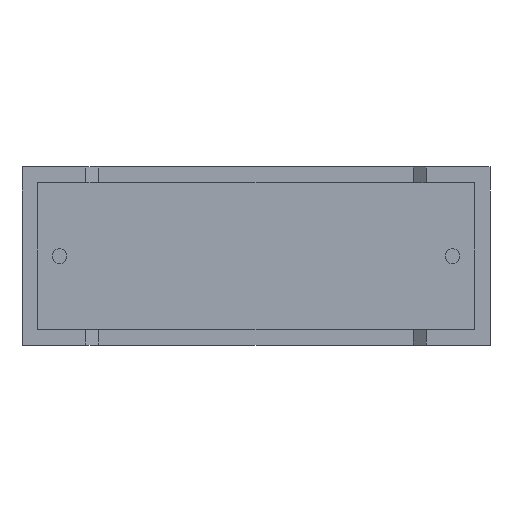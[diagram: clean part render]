
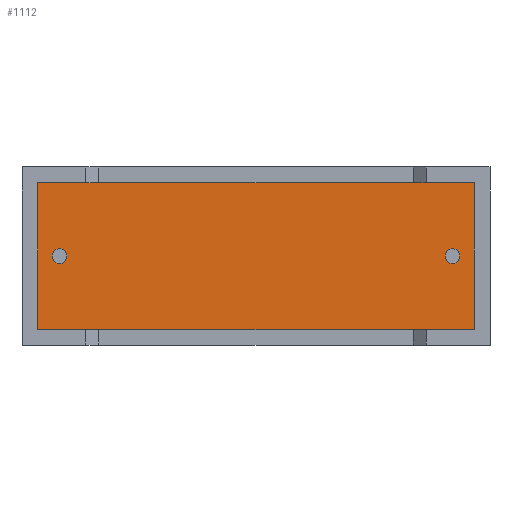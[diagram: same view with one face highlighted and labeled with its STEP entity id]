
A CAD part, front view. The second image highlights one B-rep face of the part: STEP entity #1112.
In plain terms, the highlighted planar face has unit normal (0, -1, 0).
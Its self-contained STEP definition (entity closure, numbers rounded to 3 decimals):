
#26 = CIRCLE ( 'NONE', #472, 0.425 ) ;
#32 = CIRCLE ( 'NONE', #2320, 0.425 ) ;
#54 = EDGE_CURVE ( 'NONE', #1698, #1248, #1757, .T. ) ;
#184 = DIRECTION ( 'NONE',  ( 0., -1., 0. ) ) ;
#274 = VECTOR ( 'NONE', #2019, 1000. ) ;
#302 = LINE ( 'NONE', #764, #1461 ) ;
#400 = LINE ( 'NONE', #1104, #677 ) ;
#418 = EDGE_LOOP ( 'NONE', ( #1145, #3056 ) ) ;
#472 = AXIS2_PLACEMENT_3D ( 'NONE', #1613, #1594, #864 ) ;
#497 = DIRECTION ( 'NONE',  ( 0., 0., -1. ) ) ;
#519 = EDGE_LOOP ( 'NONE', ( #2237, #2551, #2722, #2000 ) ) ;
#675 = AXIS2_PLACEMENT_3D ( 'NONE', #1805, #184, #891 ) ;
#677 = VECTOR ( 'NONE', #913, 1000. ) ;
#735 = CARTESIAN_POINT ( 'NONE',  ( 2.15, 0.75, 5.1 ) ) ;
#764 = CARTESIAN_POINT ( 'NONE',  ( 25.907, 0.75, 9.307 ) ) ;
#775 = CARTESIAN_POINT ( 'NONE',  ( 2.15, 0.75, 5.525 ) ) ;
#807 = AXIS2_PLACEMENT_3D ( 'NONE', #2803, #2605, #497 ) ;
#864 = DIRECTION ( 'NONE',  ( 0., 0., -1. ) ) ;
#891 = DIRECTION ( 'NONE',  ( 0., 0., -1. ) ) ;
#895 = VERTEX_POINT ( 'NONE', #2406 ) ;
#901 = CARTESIAN_POINT ( 'NONE',  ( 24.65, 0.75, 5.1 ) ) ;
#913 = DIRECTION ( 'NONE',  ( 0., 0., 1. ) ) ;
#918 = CARTESIAN_POINT ( 'NONE',  ( 2.15, 0.75, 4.675 ) ) ;
#1009 = DIRECTION ( 'NONE',  ( 0., 0., -1. ) ) ;
#1028 = VERTEX_POINT ( 'NONE', #1755 ) ;
#1082 = FACE_BOUND ( 'NONE', #2661, .T. ) ;
#1083 = CARTESIAN_POINT ( 'NONE',  ( 0.893, 0.75, 0.893 ) ) ;
#1104 = CARTESIAN_POINT ( 'NONE',  ( 25.907, 0.75, 0.893 ) ) ;
#1107 = FACE_OUTER_BOUND ( 'NONE', #519, .T. ) ;
#1112 = ADVANCED_FACE ( 'NONE', ( #1353, #1107, #1082 ), #1610, .T. ) ;
#1135 = CARTESIAN_POINT ( 'NONE',  ( 25.907, 0.75, 9.307 ) ) ;
#1145 = ORIENTED_EDGE ( 'NONE', *, *, #1146, .F. ) ;
#1146 = EDGE_CURVE ( 'NONE', #2826, #2565, #32, .T. ) ;
#1176 = LINE ( 'NONE', #1083, #2843 ) ;
#1246 = DIRECTION ( 'NONE',  ( -1., 0., 0. ) ) ;
#1248 = VERTEX_POINT ( 'NONE', #918 ) ;
#1317 = EDGE_CURVE ( 'NONE', #2777, #895, #302, .T. ) ;
#1330 = ORIENTED_EDGE ( 'NONE', *, *, #1492, .F. ) ;
#1353 = FACE_BOUND ( 'NONE', #418, .T. ) ;
#1461 = VECTOR ( 'NONE', #1246, 1000. ) ;
#1477 = EDGE_CURVE ( 'NONE', #895, #1637, #1520, .T. ) ;
#1492 = EDGE_CURVE ( 'NONE', #1248, #1698, #2415, .T. ) ;
#1520 = LINE ( 'NONE', #1744, #274 ) ;
#1594 = DIRECTION ( 'NONE',  ( 0., -1., 0. ) ) ;
#1610 = PLANE ( 'NONE',  #675 ) ;
#1613 = CARTESIAN_POINT ( 'NONE',  ( 24.65, 0.75, 5.1 ) ) ;
#1622 = AXIS2_PLACEMENT_3D ( 'NONE', #735, #2869, #1009 ) ;
#1637 = VERTEX_POINT ( 'NONE', #2171 ) ;
#1698 = VERTEX_POINT ( 'NONE', #775 ) ;
#1744 = CARTESIAN_POINT ( 'NONE',  ( 0.893, 0.75, 9.307 ) ) ;
#1755 = CARTESIAN_POINT ( 'NONE',  ( 25.907, 0.75, 0.893 ) ) ;
#1757 = CIRCLE ( 'NONE', #807, 0.425 ) ;
#1805 = CARTESIAN_POINT ( 'NONE',  ( 0., 0.75, 0. ) ) ;
#2000 = ORIENTED_EDGE ( 'NONE', *, *, #1317, .T. ) ;
#2019 = DIRECTION ( 'NONE',  ( 0., 0., -1. ) ) ;
#2070 = ORIENTED_EDGE ( 'NONE', *, *, #54, .F. ) ;
#2076 = CARTESIAN_POINT ( 'NONE',  ( 24.65, 0.75, 5.525 ) ) ;
#2095 = DIRECTION ( 'NONE',  ( 1., 0., 0. ) ) ;
#2171 = CARTESIAN_POINT ( 'NONE',  ( 0.893, 0.75, 0.893 ) ) ;
#2208 = CARTESIAN_POINT ( 'NONE',  ( 24.65, 0.75, 4.675 ) ) ;
#2237 = ORIENTED_EDGE ( 'NONE', *, *, #1477, .T. ) ;
#2281 = EDGE_CURVE ( 'NONE', #2565, #2826, #26, .T. ) ;
#2288 = DIRECTION ( 'NONE',  ( 0., -1., 0. ) ) ;
#2320 = AXIS2_PLACEMENT_3D ( 'NONE', #901, #2288, #2794 ) ;
#2406 = CARTESIAN_POINT ( 'NONE',  ( 0.893, 0.75, 9.307 ) ) ;
#2415 = CIRCLE ( 'NONE', #1622, 0.425 ) ;
#2551 = ORIENTED_EDGE ( 'NONE', *, *, #2885, .T. ) ;
#2565 = VERTEX_POINT ( 'NONE', #2208 ) ;
#2605 = DIRECTION ( 'NONE',  ( 0., -1., 0. ) ) ;
#2661 = EDGE_LOOP ( 'NONE', ( #2070, #1330 ) ) ;
#2722 = ORIENTED_EDGE ( 'NONE', *, *, #2825, .T. ) ;
#2777 = VERTEX_POINT ( 'NONE', #1135 ) ;
#2794 = DIRECTION ( 'NONE',  ( 0., 0., -1. ) ) ;
#2803 = CARTESIAN_POINT ( 'NONE',  ( 2.15, 0.75, 5.1 ) ) ;
#2825 = EDGE_CURVE ( 'NONE', #1028, #2777, #400, .T. ) ;
#2826 = VERTEX_POINT ( 'NONE', #2076 ) ;
#2843 = VECTOR ( 'NONE', #2095, 1000. ) ;
#2869 = DIRECTION ( 'NONE',  ( 0., -1., 0. ) ) ;
#2885 = EDGE_CURVE ( 'NONE', #1637, #1028, #1176, .T. ) ;
#3056 = ORIENTED_EDGE ( 'NONE', *, *, #2281, .F. ) ;
